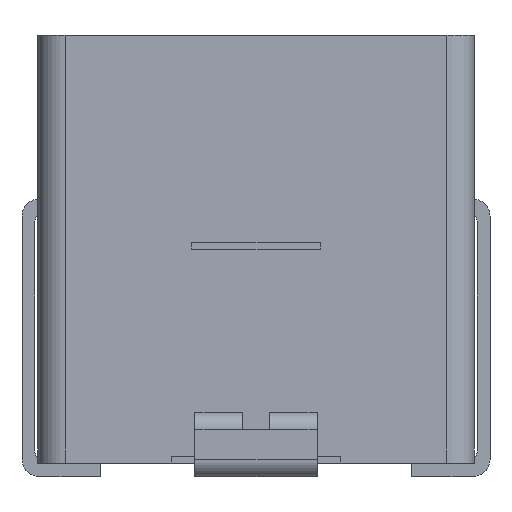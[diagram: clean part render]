
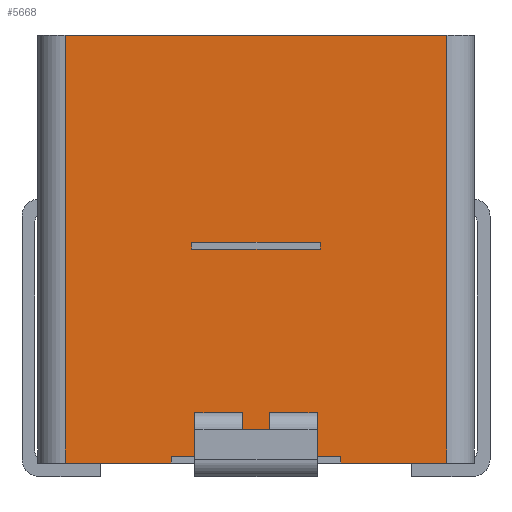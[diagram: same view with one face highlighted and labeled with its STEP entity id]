
A CAD part, left-side view. The second image highlights one B-rep face of the part: STEP entity #5668.
In plain terms, the highlighted planar face has unit normal (-1, 0, 0).
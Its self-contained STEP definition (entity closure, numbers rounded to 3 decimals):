
#617=ORIENTED_EDGE('',*,*,#1739,.T.);
#618=ORIENTED_EDGE('',*,*,#1568,.T.);
#619=ORIENTED_EDGE('',*,*,#1740,.F.);
#620=ORIENTED_EDGE('',*,*,#1741,.F.);
#621=ORIENTED_EDGE('',*,*,#1742,.F.);
#622=ORIENTED_EDGE('',*,*,#1599,.F.);
#623=ORIENTED_EDGE('',*,*,#1743,.T.);
#624=ORIENTED_EDGE('',*,*,#1601,.T.);
#625=ORIENTED_EDGE('',*,*,#1744,.F.);
#626=ORIENTED_EDGE('',*,*,#1682,.F.);
#627=ORIENTED_EDGE('',*,*,#1675,.F.);
#628=ORIENTED_EDGE('',*,*,#1684,.T.);
#629=ORIENTED_EDGE('',*,*,#1745,.T.);
#630=ORIENTED_EDGE('',*,*,#1570,.F.);
#631=ORIENTED_EDGE('',*,*,#1746,.T.);
#632=ORIENTED_EDGE('',*,*,#1624,.T.);
#633=ORIENTED_EDGE('',*,*,#1576,.F.);
#634=ORIENTED_EDGE('',*,*,#1747,.T.);
#635=ORIENTED_EDGE('',*,*,#1635,.F.);
#636=ORIENTED_EDGE('',*,*,#1748,.T.);
#1568=EDGE_CURVE('',#2166,#2168,#2570,.T.);
#1570=EDGE_CURVE('',#2169,#2171,#2571,.T.);
#1576=EDGE_CURVE('',#2176,#2174,#2574,.T.);
#1599=EDGE_CURVE('',#2195,#2196,#2588,.T.);
#1601=EDGE_CURVE('',#2197,#2198,#2589,.T.);
#1624=EDGE_CURVE('',#2220,#2219,#2601,.T.);
#1635=EDGE_CURVE('',#2227,#2228,#2610,.T.);
#1675=EDGE_CURVE('',#2250,#2251,#2645,.T.);
#1682=EDGE_CURVE('',#2251,#2255,#2652,.T.);
#1684=EDGE_CURVE('',#2250,#2256,#2654,.T.);
#1739=EDGE_CURVE('',#2297,#2166,#2709,.T.);
#1740=EDGE_CURVE('',#2298,#2168,#2710,.T.);
#1741=EDGE_CURVE('',#2297,#2298,#2711,.T.);
#1742=EDGE_CURVE('',#2196,#2256,#2712,.T.);
#1743=EDGE_CURVE('',#2195,#2197,#2713,.T.);
#1744=EDGE_CURVE('',#2255,#2198,#2714,.T.);
#1745=EDGE_CURVE('',#2219,#2171,#2715,.T.);
#1746=EDGE_CURVE('',#2169,#2220,#2716,.T.);
#1747=EDGE_CURVE('',#2176,#2228,#2717,.T.);
#1748=EDGE_CURVE('',#2227,#2174,#2718,.T.);
#2166=VERTEX_POINT('',#6998);
#2168=VERTEX_POINT('',#7002);
#2169=VERTEX_POINT('',#7006);
#2171=VERTEX_POINT('',#7009);
#2174=VERTEX_POINT('',#7016);
#2176=VERTEX_POINT('',#7020);
#2195=VERTEX_POINT('',#7069);
#2196=VERTEX_POINT('',#7071);
#2197=VERTEX_POINT('',#7075);
#2198=VERTEX_POINT('',#7076);
#2219=VERTEX_POINT('',#7124);
#2220=VERTEX_POINT('',#7126);
#2227=VERTEX_POINT('',#7144);
#2228=VERTEX_POINT('',#7146);
#2250=VERTEX_POINT('',#7224);
#2251=VERTEX_POINT('',#7226);
#2255=VERTEX_POINT('',#7238);
#2256=VERTEX_POINT('',#7242);
#2297=VERTEX_POINT('',#7351);
#2298=VERTEX_POINT('',#7353);
#2570=LINE('',#7003,#2899);
#2571=LINE('',#7008,#2900);
#2574=LINE('',#7021,#2903);
#2588=LINE('',#7070,#2917);
#2589=LINE('',#7074,#2918);
#2601=LINE('',#7125,#2930);
#2610=LINE('',#7145,#2939);
#2645=LINE('',#7225,#2974);
#2652=LINE('',#7239,#2981);
#2654=LINE('',#7243,#2983);
#2709=LINE('',#7350,#3038);
#2710=LINE('',#7352,#3039);
#2711=LINE('',#7354,#3040);
#2712=LINE('',#7355,#3041);
#2713=LINE('',#7356,#3042);
#2714=LINE('',#7357,#3043);
#2715=LINE('',#7358,#3044);
#2716=LINE('',#7359,#3045);
#2717=LINE('',#7360,#3046);
#2718=LINE('',#7361,#3047);
#2899=VECTOR('',#6142,1000.);
#2900=VECTOR('',#6147,1000.);
#2903=VECTOR('',#6158,1000.);
#2917=VECTOR('',#6204,1000.);
#2918=VECTOR('',#6209,1000.);
#2930=VECTOR('',#6253,1000.);
#2939=VECTOR('',#6268,1000.);
#2974=VECTOR('',#6347,1000.);
#2981=VECTOR('',#6358,1000.);
#2983=VECTOR('',#6362,1000.);
#3038=VECTOR('',#6441,1000.);
#3039=VECTOR('',#6442,1000.);
#3040=VECTOR('',#6443,1000.);
#3041=VECTOR('',#6444,1000.);
#3042=VECTOR('',#6445,1000.);
#3043=VECTOR('',#6446,1000.);
#3044=VECTOR('',#6447,1000.);
#3045=VECTOR('',#6448,1000.);
#3046=VECTOR('',#6449,1000.);
#3047=VECTOR('',#6450,1000.);
#3273=EDGE_LOOP('',(#617,#618,#619,#620));
#3274=EDGE_LOOP('',(#621,#622,#623,#624,#625,#626,#627,#628));
#3275=EDGE_LOOP('',(#629,#630,#631,#632));
#3276=EDGE_LOOP('',(#633,#634,#635,#636));
#3555=FACE_BOUND('',#3273,.T.);
#3556=FACE_BOUND('',#3274,.T.);
#3557=FACE_BOUND('',#3275,.T.);
#3558=FACE_BOUND('',#3276,.T.);
#3823=PLANE('',#5944);
#5668=ADVANCED_FACE('',(#3555,#3556,#3557,#3558),#3823,.T.);
#5944=AXIS2_PLACEMENT_3D('',#7349,#6439,#6440);
#6142=DIRECTION('',(0.,1.,0.));
#6147=DIRECTION('',(0.,0.,1.));
#6158=DIRECTION('',(0.,0.,-1.));
#6204=DIRECTION('',(0.,0.,-1.));
#6209=DIRECTION('',(0.,0.,-1.));
#6253=DIRECTION('',(0.,0.,1.));
#6268=DIRECTION('',(0.,0.,1.));
#6347=DIRECTION('',(0.,1.,0.));
#6358=DIRECTION('',(0.,0.,-1.));
#6362=DIRECTION('',(0.,0.,-1.));
#6439=DIRECTION('',(-1.,0.,0.));
#6440=DIRECTION('',(0.,-1.,0.));
#6441=DIRECTION('',(0.,0.,-1.));
#6442=DIRECTION('',(0.,0.,-1.));
#6443=DIRECTION('',(0.,1.,0.));
#6444=DIRECTION('',(0.,1.,0.));
#6445=DIRECTION('',(0.,1.,0.));
#6446=DIRECTION('',(0.,1.,0.));
#6447=DIRECTION('',(0.,-1.,0.));
#6448=DIRECTION('',(0.,1.,0.));
#6449=DIRECTION('',(0.,-1.,0.));
#6450=DIRECTION('',(0.,1.,0.));
#6998=CARTESIAN_POINT('',(-6.425,-1.9,3.15));
#7002=CARTESIAN_POINT('',(-6.425,1.9,3.15));
#7003=CARTESIAN_POINT('',(-6.425,-6.425,3.15));
#7006=CARTESIAN_POINT('',(-6.425,0.4,-2.15));
#7008=CARTESIAN_POINT('',(-6.425,0.4,-2.174));
#7009=CARTESIAN_POINT('',(-6.425,0.4,-1.675));
#7016=CARTESIAN_POINT('',(-6.425,-0.4,-2.15));
#7020=CARTESIAN_POINT('',(-6.425,-0.4,-1.675));
#7021=CARTESIAN_POINT('',(-6.425,-0.4,-1.675));
#7069=CARTESIAN_POINT('',(-6.425,-5.625,9.45));
#7070=CARTESIAN_POINT('',(-6.425,-5.625,3.15));
#7071=CARTESIAN_POINT('',(-6.425,-5.625,-3.15));
#7074=CARTESIAN_POINT('',(-6.425,5.625,3.15));
#7075=CARTESIAN_POINT('',(-6.425,5.625,9.45));
#7076=CARTESIAN_POINT('',(-6.425,5.625,-3.15));
#7124=CARTESIAN_POINT('',(-6.425,1.8,-1.675));
#7125=CARTESIAN_POINT('',(-6.425,1.8,3.15));
#7126=CARTESIAN_POINT('',(-6.425,1.8,-2.15));
#7144=CARTESIAN_POINT('',(-6.425,-1.8,-2.15));
#7145=CARTESIAN_POINT('',(-6.425,-1.8,3.15));
#7146=CARTESIAN_POINT('',(-6.425,-1.8,-1.675));
#7224=CARTESIAN_POINT('',(-6.425,-2.5,-2.95));
#7225=CARTESIAN_POINT('',(-6.425,-2.5,-2.95));
#7226=CARTESIAN_POINT('',(-6.425,2.5,-2.95));
#7238=CARTESIAN_POINT('',(-6.425,2.5,-3.15));
#7239=CARTESIAN_POINT('',(-6.425,2.5,-2.95));
#7242=CARTESIAN_POINT('',(-6.425,-2.5,-3.15));
#7243=CARTESIAN_POINT('',(-6.425,-2.5,-2.95));
#7349=CARTESIAN_POINT('',(-6.425,-6.425,3.15));
#7350=CARTESIAN_POINT('',(-6.425,-1.9,3.35));
#7351=CARTESIAN_POINT('',(-6.425,-1.9,3.35));
#7352=CARTESIAN_POINT('',(-6.425,1.9,3.35));
#7353=CARTESIAN_POINT('',(-6.425,1.9,3.35));
#7354=CARTESIAN_POINT('',(-6.425,-1.9,3.35));
#7355=CARTESIAN_POINT('',(-6.425,-6.425,-3.15));
#7356=CARTESIAN_POINT('',(-6.425,-6.425,9.45));
#7357=CARTESIAN_POINT('',(-6.425,-6.425,-3.15));
#7358=CARTESIAN_POINT('',(-6.425,-6.425,-1.675));
#7359=CARTESIAN_POINT('',(-6.425,-6.425,-2.15));
#7360=CARTESIAN_POINT('',(-6.425,-6.425,-1.675));
#7361=CARTESIAN_POINT('',(-6.425,-6.425,-2.15));
